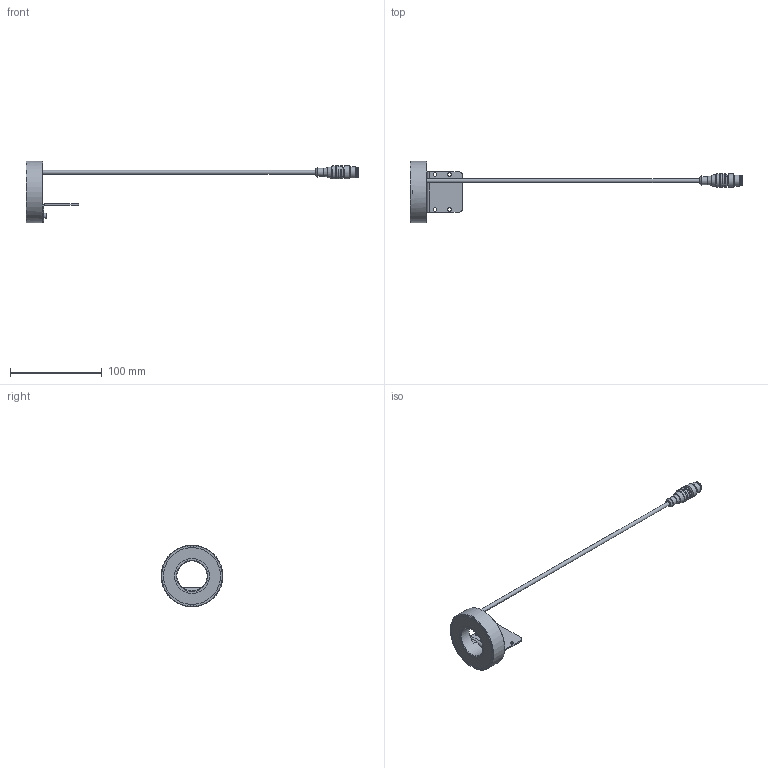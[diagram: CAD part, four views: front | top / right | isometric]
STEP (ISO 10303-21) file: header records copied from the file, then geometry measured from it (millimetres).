
FILE_DESCRIPTION(/* description */ (''),/* implementation_level */ '2;1');
FILE_NAME(/* name */ 'BEK-R33-ExT-K-BS.stp',/* time_stamp */ '2017-06-01T09:16:56+02:00',/* author */ ('S. Sandt'),/* organization */ ('di-soric GmbH & Co. KG'),/* preprocessor_version */ 'ST-DEVELOPER v16.5',/* originating_system */ 'Autodesk Inventor 2017',/* authorisation */ '');
FILE_SCHEMA (('AUTOMOTIVE_DESIGN { 1 0 10303 214 3 1 1 }'));
Length unit declared in the file: millimetre
Products named in the file (1): BEK-R33-Doku.iam
Bounding box: 361.75 x 67 x 67 mm (x, y, z)
Volume: 47029.2 mm3; surface area: 31090.7 mm2
Topology: 1 solids, 7 shells, 220 faces, 493 edges, 309 vertices
Faces by surface type: plane 96, cylinder 70, torus 28, cone 22, bspline 4
Full cylindrical faces by diameter (mm): 1 x3, 1.03 x4, 1.433 x3, 2 x1, 3 x2, 4 x6, 4.3 x1, 5.5 x2, 8.3 x1, 8.8 x1, 9.4 x1, 10.3 x1, 10.7 x1, 10.773 x1, 12 x1, 14.2 x2, 14.5 x4, 33 x1, 38 x1, 62 x1, 67 x1
Entity records: 6240 total; most frequent: CARTESIAN_POINT 1252, DIRECTION 1068, ORIENTED_EDGE 830, AXIS2_PLACEMENT_3D 459, EDGE_CURVE 415, EDGE_LOOP 321, VERTEX_POINT 294, CIRCLE 236
